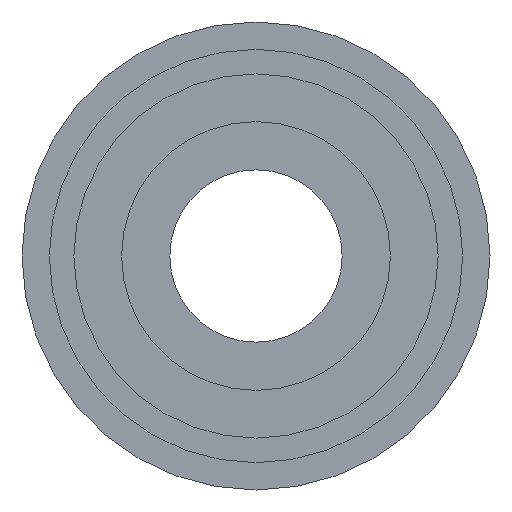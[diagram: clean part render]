
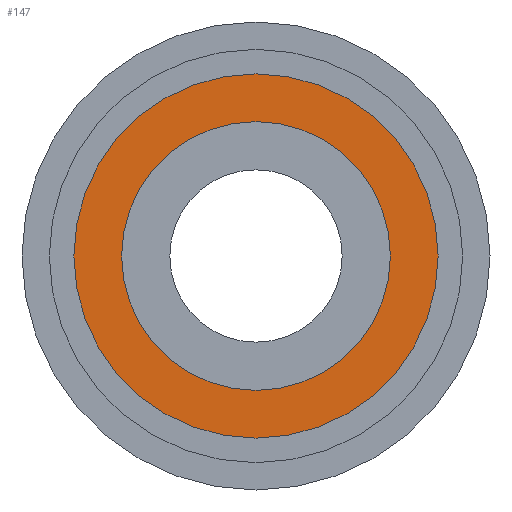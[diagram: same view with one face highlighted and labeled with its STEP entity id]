
A CAD part, front view. The second image highlights one B-rep face of the part: STEP entity #147.
In plain terms, the highlighted planar face has unit normal (0, -1, 0).
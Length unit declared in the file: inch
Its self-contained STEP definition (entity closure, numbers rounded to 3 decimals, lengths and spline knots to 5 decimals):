
#18 = CARTESIAN_POINT ( 'NONE',  ( 0., 0.01, -0.208 ) ) ;
#23 = VERTEX_POINT ( 'NONE', #18 ) ;
#38 = DIRECTION ( 'NONE',  ( 0., 0., -1. ) ) ;
#59 = DIRECTION ( 'NONE',  ( 0., -1., 0. ) ) ;
#65 = ORIENTED_EDGE ( 'NONE', *, *, #307, .F. ) ;
#91 = CARTESIAN_POINT ( 'NONE',  ( 0., 0.01, 0. ) ) ;
#96 = CIRCLE ( 'NONE', #262, 0.1535 ) ;
#103 = CARTESIAN_POINT ( 'NONE',  ( 0., 0.01, 0.1535 ) ) ;
#145 = DIRECTION ( 'NONE',  ( 0., 0., -1. ) ) ;
#147 = ADVANCED_FACE ( 'NONE', ( #365, #187 ), #172, .T. ) ;
#172 = PLANE ( 'NONE',  #370 ) ;
#187 = FACE_OUTER_BOUND ( 'NONE', #458, .T. ) ;
#201 = CIRCLE ( 'NONE', #202, 0.208 ) ;
#202 = AXIS2_PLACEMENT_3D ( 'NONE', #295, #640, #353 ) ;
#212 = CARTESIAN_POINT ( 'NONE',  ( 0., 0.01, -0.1535 ) ) ;
#221 = VERTEX_POINT ( 'NONE', #103 ) ;
#228 = CARTESIAN_POINT ( 'NONE',  ( 0., 0.01, 0. ) ) ;
#244 = AXIS2_PLACEMENT_3D ( 'NONE', #91, #465, #145 ) ;
#262 = AXIS2_PLACEMENT_3D ( 'NONE', #376, #59, #425 ) ;
#295 = CARTESIAN_POINT ( 'NONE',  ( 0., 0.01, 0. ) ) ;
#296 = ORIENTED_EDGE ( 'NONE', *, *, #599, .T. ) ;
#298 = AXIS2_PLACEMENT_3D ( 'NONE', #643, #357, #38 ) ;
#307 = EDGE_CURVE ( 'NONE', #221, #468, #450, .T. ) ;
#334 = DIRECTION ( 'NONE',  ( 0., 0., -1. ) ) ;
#353 = DIRECTION ( 'NONE',  ( 0., 0., -1. ) ) ;
#357 = DIRECTION ( 'NONE',  ( 0., -1., 0. ) ) ;
#365 = FACE_BOUND ( 'NONE', #602, .T. ) ;
#370 = AXIS2_PLACEMENT_3D ( 'NONE', #228, #621, #334 ) ;
#376 = CARTESIAN_POINT ( 'NONE',  ( 0., 0.01, 0. ) ) ;
#393 = ORIENTED_EDGE ( 'NONE', *, *, #506, .T. ) ;
#404 = ORIENTED_EDGE ( 'NONE', *, *, #503, .F. ) ;
#425 = DIRECTION ( 'NONE',  ( 0., 0., -1. ) ) ;
#450 = CIRCLE ( 'NONE', #298, 0.1535 ) ;
#458 = EDGE_LOOP ( 'NONE', ( #296, #393 ) ) ;
#465 = DIRECTION ( 'NONE',  ( 0., -1., 0. ) ) ;
#468 = VERTEX_POINT ( 'NONE', #212 ) ;
#473 = CIRCLE ( 'NONE', #244, 0.208 ) ;
#503 = EDGE_CURVE ( 'NONE', #468, #221, #96, .T. ) ;
#506 = EDGE_CURVE ( 'NONE', #642, #23, #473, .T. ) ;
#599 = EDGE_CURVE ( 'NONE', #23, #642, #201, .T. ) ;
#601 = CARTESIAN_POINT ( 'NONE',  ( 0., 0.01, 0.208 ) ) ;
#602 = EDGE_LOOP ( 'NONE', ( #404, #65 ) ) ;
#621 = DIRECTION ( 'NONE',  ( 0., -1., 0. ) ) ;
#640 = DIRECTION ( 'NONE',  ( 0., -1., 0. ) ) ;
#642 = VERTEX_POINT ( 'NONE', #601 ) ;
#643 = CARTESIAN_POINT ( 'NONE',  ( 0., 0.01, 0. ) ) ;
